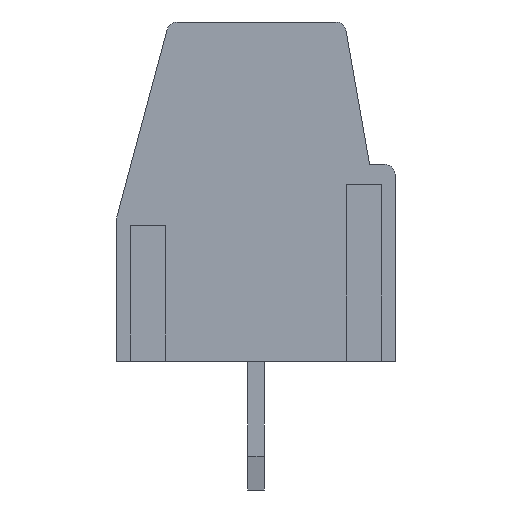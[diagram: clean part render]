
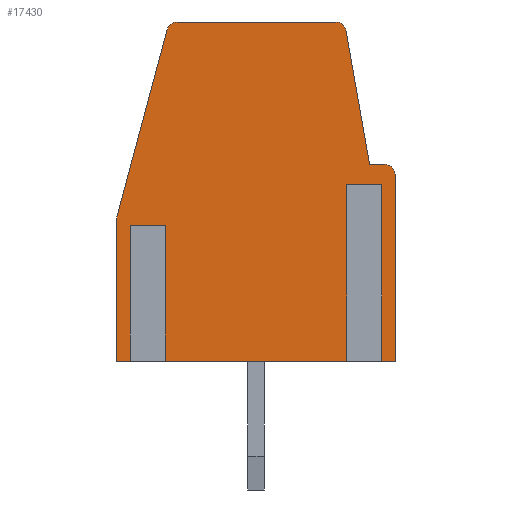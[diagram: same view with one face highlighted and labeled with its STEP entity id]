
A CAD part, left-side view. The second image highlights one B-rep face of the part: STEP entity #17430.
In plain terms, the highlighted planar face has unit normal (-1, 0, 0).
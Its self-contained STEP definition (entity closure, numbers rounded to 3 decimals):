
#12938 = EDGE_CURVE('',#12939,#12941,#12943,.T.);
#12939 = VERTEX_POINT('',#12940);
#12940 = CARTESIAN_POINT('',(-53.339,2.336,10.014));
#12941 = VERTEX_POINT('',#12942);
#12942 = CARTESIAN_POINT('',(-53.339,-2.351,10.014));
#12943 = LINE('',#12944,#12945);
#12944 = CARTESIAN_POINT('',(-53.339,-4.093,10.014));
#12945 = VECTOR('',#12946,1.);
#12946 = DIRECTION('',(0.,-1.,0.));
#17430 = ADVANCED_FACE('',(#17431),#17571,.F.);
#17431 = FACE_BOUND('',#17432,.T.);
#17432 = EDGE_LOOP('',(#17433,#17443,#17451,#17459,#17467,#17475,#17484,
    #17492,#17500,#17507,#17508,#17517,#17525,#17533,#17541,#17549,
    #17557,#17565));
#17433 = ORIENTED_EDGE('',*,*,#17434,.F.);
#17434 = EDGE_CURVE('',#17435,#17437,#17439,.T.);
#17435 = VERTEX_POINT('',#17436);
#17436 = CARTESIAN_POINT('',(-53.339,-2.881,5.214));
#17437 = VERTEX_POINT('',#17438);
#17438 = CARTESIAN_POINT('',(-53.339,-2.881,0.014));
#17439 = LINE('',#17440,#17441);
#17440 = CARTESIAN_POINT('',(-53.339,-2.881,5.814));
#17441 = VECTOR('',#17442,1.);
#17442 = DIRECTION('',(0.,0.,-1.));
#17443 = ORIENTED_EDGE('',*,*,#17444,.F.);
#17444 = EDGE_CURVE('',#17445,#17435,#17447,.T.);
#17445 = VERTEX_POINT('',#17446);
#17446 = CARTESIAN_POINT('',(-53.339,-3.481,5.214));
#17447 = LINE('',#17448,#17449);
#17448 = CARTESIAN_POINT('',(-53.339,-4.093,5.214));
#17449 = VECTOR('',#17450,1.);
#17450 = DIRECTION('',(0.,1.,0.));
#17451 = ORIENTED_EDGE('',*,*,#17452,.F.);
#17452 = EDGE_CURVE('',#17453,#17445,#17455,.T.);
#17453 = VERTEX_POINT('',#17454);
#17454 = CARTESIAN_POINT('',(-53.339,-3.481,0.014));
#17455 = LINE('',#17456,#17457);
#17456 = CARTESIAN_POINT('',(-53.339,-3.481,5.814));
#17457 = VECTOR('',#17458,1.);
#17458 = DIRECTION('',(0.,0.,1.));
#17459 = ORIENTED_EDGE('',*,*,#17460,.F.);
#17460 = EDGE_CURVE('',#17461,#17453,#17463,.T.);
#17461 = VERTEX_POINT('',#17462);
#17462 = CARTESIAN_POINT('',(-53.339,-4.093,0.014));
#17463 = LINE('',#17464,#17465);
#17464 = CARTESIAN_POINT('',(-53.339,-4.093,0.014));
#17465 = VECTOR('',#17466,1.);
#17466 = DIRECTION('',(0.,1.,0.));
#17467 = ORIENTED_EDGE('',*,*,#17468,.F.);
#17468 = EDGE_CURVE('',#17469,#17461,#17471,.T.);
#17469 = VERTEX_POINT('',#17470);
#17470 = CARTESIAN_POINT('',(-53.339,-4.093,5.514));
#17471 = LINE('',#17472,#17473);
#17472 = CARTESIAN_POINT('',(-53.339,-4.093,5.814));
#17473 = VECTOR('',#17474,1.);
#17474 = DIRECTION('',(0.,0.,-1.));
#17475 = ORIENTED_EDGE('',*,*,#17476,.F.);
#17476 = EDGE_CURVE('',#17477,#17469,#17479,.T.);
#17477 = VERTEX_POINT('',#17478);
#17478 = CARTESIAN_POINT('',(-53.339,-3.793,5.814));
#17479 = CIRCLE('',#17480,0.3);
#17480 = AXIS2_PLACEMENT_3D('',#17481,#17482,#17483);
#17481 = CARTESIAN_POINT('',(-53.339,-3.793,5.514));
#17482 = DIRECTION('',(1.,0.,0.));
#17483 = DIRECTION('',(0.,1.,0.));
#17484 = ORIENTED_EDGE('',*,*,#17485,.F.);
#17485 = EDGE_CURVE('',#17486,#17477,#17488,.T.);
#17486 = VERTEX_POINT('',#17487);
#17487 = CARTESIAN_POINT('',(-53.339,-3.343,5.814));
#17488 = LINE('',#17489,#17490);
#17489 = CARTESIAN_POINT('',(-53.339,-3.343,5.814));
#17490 = VECTOR('',#17491,1.);
#17491 = DIRECTION('',(0.,-1.,0.));
#17492 = ORIENTED_EDGE('',*,*,#17493,.F.);
#17493 = EDGE_CURVE('',#17494,#17486,#17496,.T.);
#17494 = VERTEX_POINT('',#17495);
#17495 = CARTESIAN_POINT('',(-53.339,-2.646,9.766));
#17496 = LINE('',#17497,#17498);
#17497 = CARTESIAN_POINT('',(-53.339,-2.646,9.766));
#17498 = VECTOR('',#17499,1.);
#17499 = DIRECTION('',(0.,-0.174,-0.985));
#17500 = ORIENTED_EDGE('',*,*,#17501,.F.);
#17501 = EDGE_CURVE('',#12941,#17494,#17502,.T.);
#17502 = CIRCLE('',#17503,0.3);
#17503 = AXIS2_PLACEMENT_3D('',#17504,#17505,#17506);
#17504 = CARTESIAN_POINT('',(-53.339,-2.351,9.714));
#17505 = DIRECTION('',(1.,0.,0.));
#17506 = DIRECTION('',(0.,1.,0.));
#17507 = ORIENTED_EDGE('',*,*,#12938,.F.);
#17508 = ORIENTED_EDGE('',*,*,#17509,.F.);
#17509 = EDGE_CURVE('',#17510,#12939,#17512,.T.);
#17510 = VERTEX_POINT('',#17511);
#17511 = CARTESIAN_POINT('',(-53.339,2.626,9.792));
#17512 = CIRCLE('',#17513,0.3);
#17513 = AXIS2_PLACEMENT_3D('',#17514,#17515,#17516);
#17514 = CARTESIAN_POINT('',(-53.339,2.336,9.714));
#17515 = DIRECTION('',(1.,0.,0.));
#17516 = DIRECTION('',(0.,1.,0.));
#17517 = ORIENTED_EDGE('',*,*,#17518,.F.);
#17518 = EDGE_CURVE('',#17519,#17510,#17521,.T.);
#17519 = VERTEX_POINT('',#17520);
#17520 = CARTESIAN_POINT('',(-53.339,4.107,4.264));
#17521 = LINE('',#17522,#17523);
#17522 = CARTESIAN_POINT('',(-53.339,4.107,4.264));
#17523 = VECTOR('',#17524,1.);
#17524 = DIRECTION('',(0.,-0.259,0.966));
#17525 = ORIENTED_EDGE('',*,*,#17526,.F.);
#17526 = EDGE_CURVE('',#17527,#17519,#17529,.T.);
#17527 = VERTEX_POINT('',#17528);
#17528 = CARTESIAN_POINT('',(-53.339,4.107,0.014));
#17529 = LINE('',#17530,#17531);
#17530 = CARTESIAN_POINT('',(-53.339,4.107,0.014));
#17531 = VECTOR('',#17532,1.);
#17532 = DIRECTION('',(0.,0.,1.));
#17533 = ORIENTED_EDGE('',*,*,#17534,.F.);
#17534 = EDGE_CURVE('',#17535,#17527,#17537,.T.);
#17535 = VERTEX_POINT('',#17536);
#17536 = CARTESIAN_POINT('',(-53.339,3.494,0.014));
#17537 = LINE('',#17538,#17539);
#17538 = CARTESIAN_POINT('',(-53.339,-4.093,0.014));
#17539 = VECTOR('',#17540,1.);
#17540 = DIRECTION('',(0.,1.,0.));
#17541 = ORIENTED_EDGE('',*,*,#17542,.F.);
#17542 = EDGE_CURVE('',#17543,#17535,#17545,.T.);
#17543 = VERTEX_POINT('',#17544);
#17544 = CARTESIAN_POINT('',(-53.339,3.494,4.014));
#17545 = LINE('',#17546,#17547);
#17546 = CARTESIAN_POINT('',(-53.339,3.494,5.814));
#17547 = VECTOR('',#17548,1.);
#17548 = DIRECTION('',(0.,0.,-1.));
#17549 = ORIENTED_EDGE('',*,*,#17550,.F.);
#17550 = EDGE_CURVE('',#17551,#17543,#17553,.T.);
#17551 = VERTEX_POINT('',#17552);
#17552 = CARTESIAN_POINT('',(-53.339,2.894,4.014));
#17553 = LINE('',#17554,#17555);
#17554 = CARTESIAN_POINT('',(-53.339,-4.093,4.014));
#17555 = VECTOR('',#17556,1.);
#17556 = DIRECTION('',(0.,1.,0.));
#17557 = ORIENTED_EDGE('',*,*,#17558,.F.);
#17558 = EDGE_CURVE('',#17559,#17551,#17561,.T.);
#17559 = VERTEX_POINT('',#17560);
#17560 = CARTESIAN_POINT('',(-53.339,2.894,0.014));
#17561 = LINE('',#17562,#17563);
#17562 = CARTESIAN_POINT('',(-53.339,2.894,5.814));
#17563 = VECTOR('',#17564,1.);
#17564 = DIRECTION('',(0.,0.,1.));
#17565 = ORIENTED_EDGE('',*,*,#17566,.F.);
#17566 = EDGE_CURVE('',#17437,#17559,#17567,.T.);
#17567 = LINE('',#17568,#17569);
#17568 = CARTESIAN_POINT('',(-53.339,-4.093,0.014));
#17569 = VECTOR('',#17570,1.);
#17570 = DIRECTION('',(0.,1.,0.));
#17571 = PLANE('',#17572);
#17572 = AXIS2_PLACEMENT_3D('',#17573,#17574,#17575);
#17573 = CARTESIAN_POINT('',(-53.339,-4.093,5.814));
#17574 = DIRECTION('',(1.,0.,0.));
#17575 = DIRECTION('',(0.,1.,0.));
